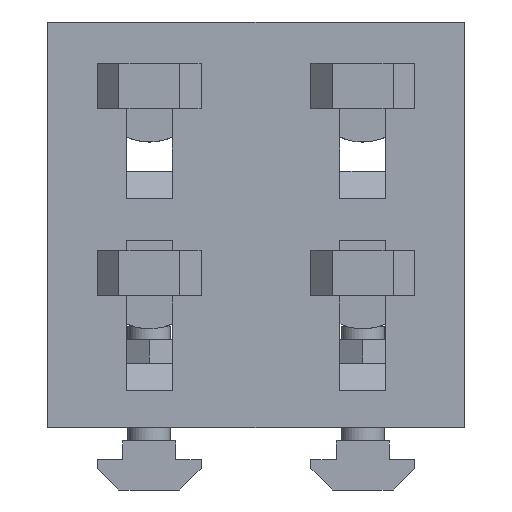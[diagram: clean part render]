
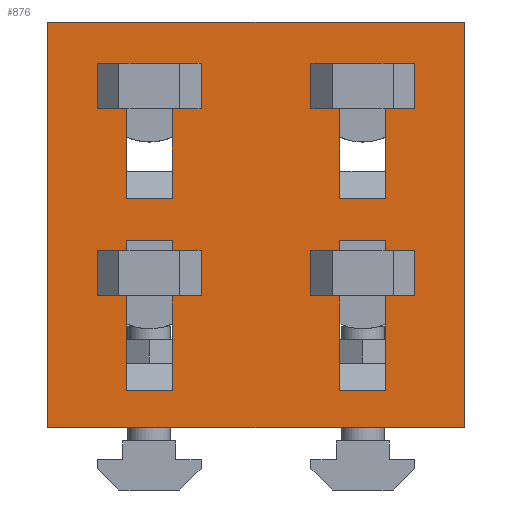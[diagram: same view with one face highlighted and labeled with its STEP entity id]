
A CAD part, front view. The second image highlights one B-rep face of the part: STEP entity #876.
In plain terms, the highlighted planar face has unit normal (0, -1, 0).
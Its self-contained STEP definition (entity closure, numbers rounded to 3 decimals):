
#876=ADVANCED_FACE('',(#1783,#1784,#1785,#1786,#1787),#1788,.T.);
#1783=FACE_OUTER_BOUND('',#2689,.T.);
#1784=FACE_BOUND('',#2690,.T.);
#1785=FACE_BOUND('',#2691,.T.);
#1786=FACE_BOUND('',#2692,.T.);
#1787=FACE_BOUND('',#2693,.T.);
#1788=PLANE('',#2694);
#2689=EDGE_LOOP('',(#5298,#5299,#5300,#5301));
#2690=EDGE_LOOP('',(#5302,#5303,#5304,#5305,#5306));
#2691=EDGE_LOOP('',(#5307,#5308,#5309,#5310));
#2692=EDGE_LOOP('',(#5311,#5312,#5313,#5314,#5315));
#2693=EDGE_LOOP('',(#5316,#5317,#5318,#5319));
#2694=AXIS2_PLACEMENT_3D('',#5320,#5321,#5322);
#5298=ORIENTED_EDGE('',*,*,#6366,.F.);
#5299=ORIENTED_EDGE('',*,*,#6363,.F.);
#5300=ORIENTED_EDGE('',*,*,#6360,.T.);
#5301=ORIENTED_EDGE('',*,*,#6357,.T.);
#5302=ORIENTED_EDGE('',*,*,#6353,.T.);
#5303=ORIENTED_EDGE('',*,*,#6350,.F.);
#5304=ORIENTED_EDGE('',*,*,#6348,.F.);
#5305=ORIENTED_EDGE('',*,*,#6343,.F.);
#5306=ORIENTED_EDGE('',*,*,#6339,.T.);
#5307=ORIENTED_EDGE('',*,*,#6336,.F.);
#5308=ORIENTED_EDGE('',*,*,#6333,.F.);
#5309=ORIENTED_EDGE('',*,*,#6329,.T.);
#5310=ORIENTED_EDGE('',*,*,#6325,.T.);
#5311=ORIENTED_EDGE('',*,*,#6389,.F.);
#5312=ORIENTED_EDGE('',*,*,#6368,.F.);
#5313=ORIENTED_EDGE('',*,*,#6385,.T.);
#5314=ORIENTED_EDGE('',*,*,#6390,.T.);
#5315=ORIENTED_EDGE('',*,*,#6391,.T.);
#5316=ORIENTED_EDGE('',*,*,#6322,.T.);
#5317=ORIENTED_EDGE('',*,*,#6319,.F.);
#5318=ORIENTED_EDGE('',*,*,#6315,.F.);
#5319=ORIENTED_EDGE('',*,*,#6311,.T.);
#5320=CARTESIAN_POINT('',(39.0,0.0,0.0));
#5321=DIRECTION('',(0.0,-1.0,0.0));
#5322=DIRECTION('',(0.0,0.0,1.0));
#6311=EDGE_CURVE('',#7810,#7811,#7812,.T.);
#6315=EDGE_CURVE('',#7810,#7816,#7817,.T.);
#6319=EDGE_CURVE('',#7816,#7821,#7822,.T.);
#6322=EDGE_CURVE('',#7811,#7821,#7825,.T.);
#6325=EDGE_CURVE('',#7828,#7829,#7830,.T.);
#6329=EDGE_CURVE('',#7834,#7828,#7835,.T.);
#6333=EDGE_CURVE('',#7834,#7839,#7840,.T.);
#6336=EDGE_CURVE('',#7839,#7829,#7843,.T.);
#6339=EDGE_CURVE('',#7846,#7847,#7848,.T.);
#6343=EDGE_CURVE('',#7846,#7852,#7853,.T.);
#6348=EDGE_CURVE('',#7852,#7857,#7859,.T.);
#6350=EDGE_CURVE('',#7857,#7861,#7862,.T.);
#6353=EDGE_CURVE('',#7847,#7861,#7865,.T.);
#6357=EDGE_CURVE('',#7870,#7868,#7871,.T.);
#6360=EDGE_CURVE('',#7874,#7870,#7875,.T.);
#6363=EDGE_CURVE('',#7874,#7878,#7879,.T.);
#6366=EDGE_CURVE('',#7878,#7868,#7882,.T.);
#6368=EDGE_CURVE('',#7884,#7885,#7886,.T.);
#6385=EDGE_CURVE('',#7884,#7908,#7909,.T.);
#6389=EDGE_CURVE('',#7885,#7914,#7915,.T.);
#6390=EDGE_CURVE('',#7908,#7916,#7917,.T.);
#6391=EDGE_CURVE('',#7916,#7914,#7918,.T.);
#7810=VERTEX_POINT('',#10426);
#7811=VERTEX_POINT('',#10427);
#7812=LINE('',#10428,#10429);
#7816=VERTEX_POINT('',#10435);
#7817=LINE('',#10436,#10437);
#7821=VERTEX_POINT('',#10443);
#7822=LINE('',#10444,#10445);
#7825=LINE('',#10449,#10450);
#7828=VERTEX_POINT('',#10454);
#7829=VERTEX_POINT('',#10455);
#7830=LINE('',#10456,#10457);
#7834=VERTEX_POINT('',#10463);
#7835=LINE('',#10464,#10465);
#7839=VERTEX_POINT('',#10471);
#7840=LINE('',#10472,#10473);
#7843=LINE('',#10477,#10478);
#7846=VERTEX_POINT('',#10482);
#7847=VERTEX_POINT('',#10483);
#7848=LINE('',#10484,#10485);
#7852=VERTEX_POINT('',#10491);
#7853=LINE('',#10492,#10493);
#7857=VERTEX_POINT('',#10499);
#7859=LINE('',#10502,#10503);
#7861=VERTEX_POINT('',#10505);
#7862=LINE('',#10506,#10507);
#7865=LINE('',#10511,#10512);
#7868=VERTEX_POINT('',#10516);
#7870=VERTEX_POINT('',#10519);
#7871=LINE('',#10520,#10521);
#7874=VERTEX_POINT('',#10525);
#7875=LINE('',#10526,#10527);
#7878=VERTEX_POINT('',#10531);
#7879=LINE('',#10532,#10533);
#7882=LINE('',#10537,#10538);
#7884=VERTEX_POINT('',#10540);
#7885=VERTEX_POINT('',#10541);
#7886=LINE('',#10542,#10543);
#7908=VERTEX_POINT('',#10573);
#7909=LINE('',#10574,#10575);
#7914=VERTEX_POINT('',#10582);
#7915=LINE('',#10583,#10584);
#7916=VERTEX_POINT('',#10585);
#7917=LINE('',#10586,#10587);
#7918=LINE('',#10588,#10589);
#10426=CARTESIAN_POINT('',(24.35,0.0,6.984));
#10427=CARTESIAN_POINT('',(15.65,0.0,6.984));
#10428=CARTESIAN_POINT('',(24.35,0.0,6.984));
#10429=VECTOR('',#11457,8.7);
#10435=CARTESIAN_POINT('',(24.35,0.0,35.0));
#10436=CARTESIAN_POINT('',(24.35,0.0,6.984));
#10437=VECTOR('',#11460,28.016);
#10443=CARTESIAN_POINT('',(15.65,0.0,35.0));
#10444=CARTESIAN_POINT('',(24.35,0.0,35.0));
#10445=VECTOR('',#11463,8.7);
#10449=CARTESIAN_POINT('',(15.65,0.0,6.984));
#10450=VECTOR('',#11465,28.016);
#10454=CARTESIAN_POINT('',(-24.35,0.0,35.0));
#10455=CARTESIAN_POINT('',(-15.65,0.0,35.0));
#10456=CARTESIAN_POINT('',(-24.35,0.0,35.0));
#10457=VECTOR('',#11467,8.7);
#10463=CARTESIAN_POINT('',(-24.35,0.0,6.984));
#10464=CARTESIAN_POINT('',(-24.35,0.0,6.984));
#10465=VECTOR('',#11470,28.016);
#10471=CARTESIAN_POINT('',(-15.65,0.0,6.984));
#10472=CARTESIAN_POINT('',(-24.35,0.0,6.984));
#10473=VECTOR('',#11473,8.7);
#10477=CARTESIAN_POINT('',(-15.65,0.0,6.984));
#10478=VECTOR('',#11475,28.016);
#10482=CARTESIAN_POINT('',(24.35,0.0,42.984));
#10483=CARTESIAN_POINT('',(15.65,0.0,42.984));
#10484=CARTESIAN_POINT('',(24.35,0.0,42.984));
#10485=VECTOR('',#11477,8.7);
#10491=CARTESIAN_POINT('',(24.35,0.0,68.0));
#10492=CARTESIAN_POINT('',(24.35,0.0,42.984));
#10493=VECTOR('',#11480,25.016);
#10499=CARTESIAN_POINT('',(20.0,0.0,68.0));
#10502=CARTESIAN_POINT('',(24.35,0.0,68.0));
#10503=VECTOR('',#11484,8.7);
#10505=CARTESIAN_POINT('',(15.65,0.0,68.0));
#10506=CARTESIAN_POINT('',(24.35,0.0,68.0));
#10507=VECTOR('',#11485,8.7);
#10511=CARTESIAN_POINT('',(15.65,0.0,42.984));
#10512=VECTOR('',#11487,25.016);
#10516=CARTESIAN_POINT('',(-39.0,0.0,76.0));
#10519=CARTESIAN_POINT('',(39.0,0.0,76.0));
#10520=CARTESIAN_POINT('',(39.0,0.0,76.0));
#10521=VECTOR('',#11490,78.0);
#10525=CARTESIAN_POINT('',(39.0,0.0,0.0));
#10526=CARTESIAN_POINT('',(39.0,0.0,0.0));
#10527=VECTOR('',#11492,76.0);
#10531=CARTESIAN_POINT('',(-39.0,0.0,0.0));
#10532=CARTESIAN_POINT('',(39.0,0.0,0.0));
#10533=VECTOR('',#11494,78.0);
#10537=CARTESIAN_POINT('',(-39.0,0.0,0.0));
#10538=VECTOR('',#11496,76.0);
#10540=CARTESIAN_POINT('',(-24.35,0.0,42.984));
#10541=CARTESIAN_POINT('',(-15.65,0.0,42.984));
#10542=CARTESIAN_POINT('',(-24.35,0.0,42.984));
#10543=VECTOR('',#11497,8.7);
#10573=CARTESIAN_POINT('',(-24.35,0.0,68.0));
#10574=CARTESIAN_POINT('',(-24.35,0.0,42.984));
#10575=VECTOR('',#11515,25.016);
#10582=CARTESIAN_POINT('',(-15.65,0.0,68.0));
#10583=CARTESIAN_POINT('',(-15.65,0.0,42.984));
#10584=VECTOR('',#11518,25.016);
#10585=CARTESIAN_POINT('',(-20.,0.0,68.0));
#10586=CARTESIAN_POINT('',(-24.35,0.0,68.0));
#10587=VECTOR('',#11519,8.7);
#10588=CARTESIAN_POINT('',(-24.35,0.0,68.0));
#10589=VECTOR('',#11520,8.7);
#11457=DIRECTION('',(-1.0,0.0,0.));
#11460=DIRECTION('',(0.,0.0,1.0));
#11463=DIRECTION('',(-1.0,0.0,0.));
#11465=DIRECTION('',(0.,0.0,1.0));
#11467=DIRECTION('',(1.0,0.0,0.));
#11470=DIRECTION('',(0.,0.0,1.0));
#11473=DIRECTION('',(1.0,0.0,0.));
#11475=DIRECTION('',(0.,0.0,1.0));
#11477=DIRECTION('',(-1.0,0.0,0.));
#11480=DIRECTION('',(0.,0.0,1.0));
#11484=DIRECTION('',(-1.0,0.0,0.));
#11485=DIRECTION('',(-1.0,0.0,0.));
#11487=DIRECTION('',(0.,0.0,1.0));
#11490=DIRECTION('',(-1.0,0.0,0.));
#11492=DIRECTION('',(0.,0.0,1.0));
#11494=DIRECTION('',(-1.0,0.0,0.));
#11496=DIRECTION('',(0.,0.0,1.0));
#11497=DIRECTION('',(1.0,0.0,0.));
#11515=DIRECTION('',(0.,0.0,1.0));
#11518=DIRECTION('',(0.,0.0,1.0));
#11519=DIRECTION('',(1.0,0.0,0.));
#11520=DIRECTION('',(1.0,0.0,0.));
